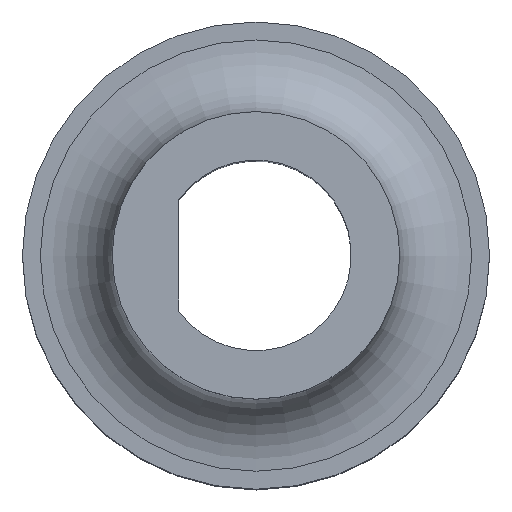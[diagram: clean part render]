
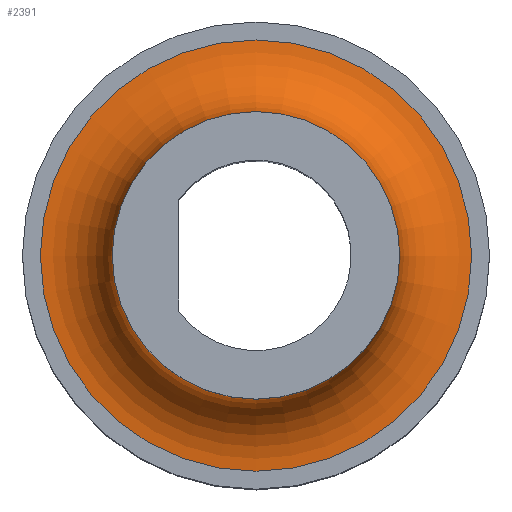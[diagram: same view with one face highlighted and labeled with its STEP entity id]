
A CAD part, top view. The second image highlights one B-rep face of the part: STEP entity #2391.
In plain terms, the highlighted toroidal (fillet/blend) face has major radius 6 mm and minor radius 2 mm.
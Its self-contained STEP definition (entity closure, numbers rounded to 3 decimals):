
#20=TOROIDAL_SURFACE('',#2547,6.,2.);
#69=FACE_OUTER_BOUND('',#200,.T.);
#200=EDGE_LOOP('',(#1557,#1558,#1559,#1560,#1561));
#750=CIRCLE('',#2548,4.);
#751=CIRCLE('',#2549,4.);
#752=CIRCLE('',#2550,2.);
#753=CIRCLE('',#2551,6.);
#923=VERTEX_POINT('',#3672);
#924=VERTEX_POINT('',#3673);
#925=VERTEX_POINT('',#3676);
#1177=EDGE_CURVE('',#923,#924,#750,.T.);
#1178=EDGE_CURVE('',#924,#923,#751,.T.);
#1179=EDGE_CURVE('',#923,#925,#752,.T.);
#1180=EDGE_CURVE('',#925,#925,#753,.T.);
#1557=ORIENTED_EDGE('',*,*,#1177,.T.);
#1558=ORIENTED_EDGE('',*,*,#1178,.T.);
#1559=ORIENTED_EDGE('',*,*,#1179,.T.);
#1560=ORIENTED_EDGE('',*,*,#1180,.T.);
#1561=ORIENTED_EDGE('',*,*,#1179,.F.);
#2391=ADVANCED_FACE('',(#69),#20,.F.);
#2547=AXIS2_PLACEMENT_3D('',#3671,#2859,#2860);
#2548=AXIS2_PLACEMENT_3D('',#3674,#2861,#2862);
#2549=AXIS2_PLACEMENT_3D('',#3675,#2863,#2864);
#2550=AXIS2_PLACEMENT_3D('',#3677,#2865,#2866);
#2551=AXIS2_PLACEMENT_3D('',#3678,#2867,#2868);
#2859=DIRECTION('center_axis',(0.,0.,-1.));
#2860=DIRECTION('ref_axis',(-1.,0.,0.));
#2861=DIRECTION('center_axis',(0.,0.,-1.));
#2862=DIRECTION('ref_axis',(-1.,0.,0.));
#2863=DIRECTION('center_axis',(0.,0.,-1.));
#2864=DIRECTION('ref_axis',(-1.,0.,0.));
#2865=DIRECTION('center_axis',(0.,-1.,0.));
#2866=DIRECTION('ref_axis',(1.,0.,0.));
#2867=DIRECTION('center_axis',(0.,0.,1.));
#2868=DIRECTION('ref_axis',(-1.,0.,0.));
#3671=CARTESIAN_POINT('Origin',(0.,0.,13.8));
#3672=CARTESIAN_POINT('',(4.,0.,13.8));
#3673=CARTESIAN_POINT('',(-4.,0.,13.8));
#3674=CARTESIAN_POINT('Origin',(0.,0.,13.8));
#3675=CARTESIAN_POINT('Origin',(0.,0.,13.8));
#3676=CARTESIAN_POINT('',(6.,0.,11.8));
#3677=CARTESIAN_POINT('Origin',(6.,0.,13.8));
#3678=CARTESIAN_POINT('Origin',(0.,0.,11.8));
